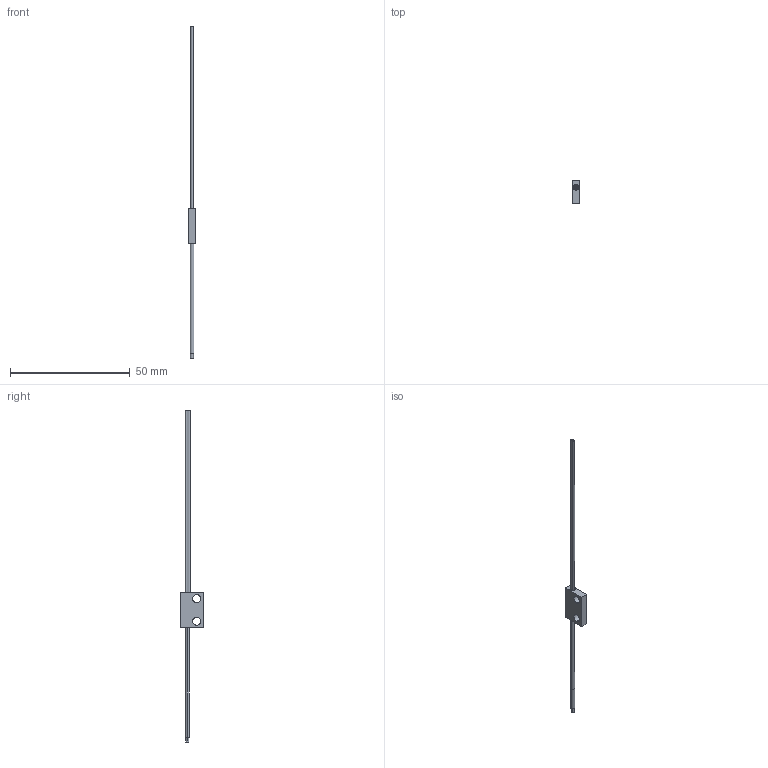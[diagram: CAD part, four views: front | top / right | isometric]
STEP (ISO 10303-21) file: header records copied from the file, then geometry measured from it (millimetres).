
FILE_DESCRIPTION((''),'2;1');
FILE_NAME('194033_ASM','2016-04-01T',('PDMAdmin'),(''),'PRO/ENGINEER BY PARAMETRIC TECHNOLOGY CORPORATION, 2013230','PRO/ENGINEER BY PARAMETRIC TECHNOLOGY CORPORATION, 2013230','');
FILE_SCHEMA(('CONFIG_CONTROL_DESIGN'));
Length unit declared in the file: inch
Products named in the file (9): 39119; 51062; 39117; 41382__020X; 41382_CORE; 41382__020X_ASM; FIBER_CORE_020_X_; 51838_ASM; 194033_ASM
Assembly tree (10 placements, depth 4):
  194033_ASM
    51838_ASM
      39119
      51062
      39117
      41382__020X_ASM
        41382__020X
        41382_CORE  x2
      FIBER_CORE_020_X_  x2
Bounding box: 3 x 9.91 x 138.91 mm (x, y, z)
Volume: 514 mm3; surface area: 2089.3 mm2
Topology: 8 solids, 8 shells, 58 faces, 119 edges, 78 vertices
Faces by surface type: cylinder 35, plane 21, cone 2
Entity records: 1690 total; most frequent: DIRECTION 325, CARTESIAN_POINT 255, ORIENTED_EDGE 214, AXIS2_PLACEMENT_3D 140, EDGE_CURVE 107, VERTEX_POINT 70, EDGE_LOOP 65, CIRCLE 62
